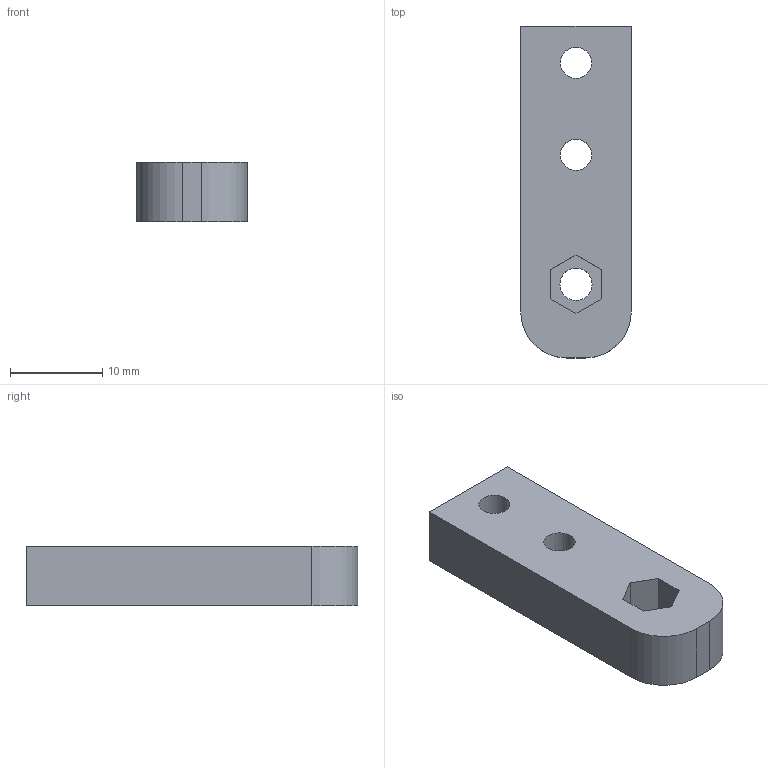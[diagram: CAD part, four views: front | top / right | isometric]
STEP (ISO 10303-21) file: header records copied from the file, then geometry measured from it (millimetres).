
FILE_DESCRIPTION(/* description */ ('Alibre Inc.'),/* implementation_level */ '2;1');
FILE_NAME(/* name */ 'export0',/* time_stamp */ '2012-06-12T09:46:27-04:00',/* author */ (''),/* organization */ (''),/* preprocessor_version */ 'ST-DEVELOPER v14',/* originating_system */ 'Alibre',/* authorisation */ '');
FILE_SCHEMA (('ALIBRE_SCHEMA','CONFIG_CONTROL_DESIGN'));
Length unit declared in the file: centimetre
Products named in the file (1): ID_1
Bounding box: 12 x 36.05 x 6.5 mm (x, y, z)
Volume: 2487 mm3; surface area: 1631.5 mm2
Topology: 1 solids, 1 shells, 18 faces, 45 edges, 30 vertices
Faces by surface type: plane 13, cylinder 5
Full cylindrical faces by diameter (mm): 3.4 x2, 3.5 x1
Entity records: 3355 total; most frequent: CARTESIAN_POINT 420, DIRECTION 195, CONSTRAINTPAIRUV 191, REFERENCEDEPENDENTUV 190, VECTOR 137, ENTITYHEADERPROPERTIES 127, REFERENCEPOINTUV 124, TEXTBUNDLE 114
